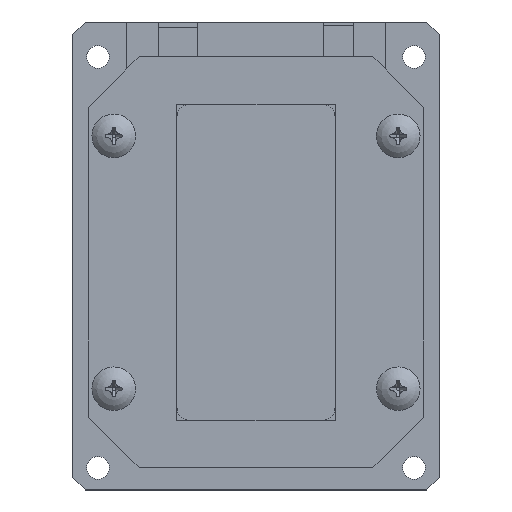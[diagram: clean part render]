
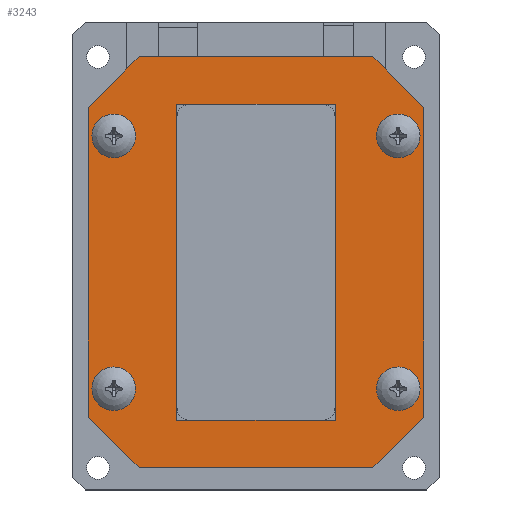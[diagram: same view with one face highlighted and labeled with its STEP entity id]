
A CAD part, top view. The second image highlights one B-rep face of the part: STEP entity #3243.
In plain terms, the highlighted planar face has unit normal (0, 0, 1).
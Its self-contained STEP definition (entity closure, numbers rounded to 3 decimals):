
#189=FACE_BOUND('',#644,.T.);
#190=FACE_BOUND('',#645,.T.);
#191=FACE_BOUND('',#646,.T.);
#192=FACE_BOUND('',#647,.T.);
#193=FACE_BOUND('',#648,.T.);
#286=PLANE('',#3695);
#433=FACE_OUTER_BOUND('',#643,.T.);
#643=EDGE_LOOP('',(#2827,#2828,#2829,#2830,#2831,#2832,#2833,#2834));
#644=EDGE_LOOP('',(#2835,#2836));
#645=EDGE_LOOP('',(#2837,#2838));
#646=EDGE_LOOP('',(#2839,#2840));
#647=EDGE_LOOP('',(#2841,#2842));
#648=EDGE_LOOP('',(#2843,#2844,#2845,#2846));
#915=LINE('',#5317,#1227);
#921=LINE('',#5328,#1233);
#932=LINE('',#5351,#1244);
#935=LINE('',#5356,#1247);
#936=LINE('',#5359,#1248);
#939=LINE('',#5364,#1251);
#940=LINE('',#5367,#1252);
#943=LINE('',#5373,#1255);
#945=LINE('',#5377,#1257);
#947=LINE('',#5381,#1259);
#949=LINE('',#5384,#1261);
#950=LINE('',#5386,#1262);
#1227=VECTOR('',#4386,10.);
#1233=VECTOR('',#4394,10.);
#1244=VECTOR('',#4409,10.);
#1247=VECTOR('',#4414,10.);
#1248=VECTOR('',#4417,10.);
#1251=VECTOR('',#4422,10.);
#1252=VECTOR('',#4425,10.);
#1255=VECTOR('',#4430,10.);
#1257=VECTOR('',#4434,10.);
#1259=VECTOR('',#4438,10.);
#1261=VECTOR('',#4442,10.);
#1262=VECTOR('',#4445,10.);
#1389=CIRCLE('',#3667,1.8);
#1390=CIRCLE('',#3668,1.8);
#1392=CIRCLE('',#3671,1.8);
#1393=CIRCLE('',#3672,1.8);
#1395=CIRCLE('',#3675,1.8);
#1396=CIRCLE('',#3676,1.8);
#1398=CIRCLE('',#3679,1.8);
#1399=CIRCLE('',#3680,1.8);
#1629=VERTEX_POINT('',#5283);
#1630=VERTEX_POINT('',#5284);
#1632=VERTEX_POINT('',#5291);
#1633=VERTEX_POINT('',#5292);
#1635=VERTEX_POINT('',#5299);
#1636=VERTEX_POINT('',#5300);
#1638=VERTEX_POINT('',#5307);
#1639=VERTEX_POINT('',#5308);
#1641=VERTEX_POINT('',#5315);
#1642=VERTEX_POINT('',#5316);
#1646=VERTEX_POINT('',#5326);
#1656=VERTEX_POINT('',#5350);
#1657=VERTEX_POINT('',#5354);
#1658=VERTEX_POINT('',#5358);
#1659=VERTEX_POINT('',#5362);
#1660=VERTEX_POINT('',#5366);
#1661=VERTEX_POINT('',#5370);
#1662=VERTEX_POINT('',#5372);
#1663=VERTEX_POINT('',#5376);
#1664=VERTEX_POINT('',#5380);
#2021=EDGE_CURVE('',#1629,#1630,#1389,.T.);
#2022=EDGE_CURVE('',#1630,#1629,#1390,.T.);
#2025=EDGE_CURVE('',#1632,#1633,#1392,.T.);
#2026=EDGE_CURVE('',#1633,#1632,#1393,.T.);
#2029=EDGE_CURVE('',#1635,#1636,#1395,.T.);
#2030=EDGE_CURVE('',#1636,#1635,#1396,.T.);
#2033=EDGE_CURVE('',#1638,#1639,#1398,.T.);
#2034=EDGE_CURVE('',#1639,#1638,#1399,.T.);
#2037=EDGE_CURVE('',#1641,#1642,#915,.T.);
#2043=EDGE_CURVE('',#1641,#1646,#921,.T.);
#2054=EDGE_CURVE('',#1656,#1646,#932,.T.);
#2057=EDGE_CURVE('',#1656,#1657,#935,.T.);
#2058=EDGE_CURVE('',#1658,#1657,#936,.T.);
#2061=EDGE_CURVE('',#1658,#1659,#939,.T.);
#2062=EDGE_CURVE('',#1660,#1659,#940,.T.);
#2065=EDGE_CURVE('',#1662,#1661,#943,.T.);
#2067=EDGE_CURVE('',#1663,#1662,#945,.T.);
#2069=EDGE_CURVE('',#1664,#1663,#947,.T.);
#2071=EDGE_CURVE('',#1661,#1664,#949,.T.);
#2072=EDGE_CURVE('',#1660,#1642,#950,.T.);
#2827=ORIENTED_EDGE('',*,*,#2037,.F.);
#2828=ORIENTED_EDGE('',*,*,#2043,.T.);
#2829=ORIENTED_EDGE('',*,*,#2054,.F.);
#2830=ORIENTED_EDGE('',*,*,#2057,.T.);
#2831=ORIENTED_EDGE('',*,*,#2058,.F.);
#2832=ORIENTED_EDGE('',*,*,#2061,.T.);
#2833=ORIENTED_EDGE('',*,*,#2062,.F.);
#2834=ORIENTED_EDGE('',*,*,#2072,.T.);
#2835=ORIENTED_EDGE('',*,*,#2021,.T.);
#2836=ORIENTED_EDGE('',*,*,#2022,.T.);
#2837=ORIENTED_EDGE('',*,*,#2025,.T.);
#2838=ORIENTED_EDGE('',*,*,#2026,.T.);
#2839=ORIENTED_EDGE('',*,*,#2029,.T.);
#2840=ORIENTED_EDGE('',*,*,#2030,.T.);
#2841=ORIENTED_EDGE('',*,*,#2033,.T.);
#2842=ORIENTED_EDGE('',*,*,#2034,.T.);
#2843=ORIENTED_EDGE('',*,*,#2069,.T.);
#2844=ORIENTED_EDGE('',*,*,#2067,.T.);
#2845=ORIENTED_EDGE('',*,*,#2065,.T.);
#2846=ORIENTED_EDGE('',*,*,#2071,.T.);
#3243=ADVANCED_FACE('',(#433,#189,#190,#191,#192,#193),#286,.T.);
#3667=AXIS2_PLACEMENT_3D('',#5285,#4350,#4351);
#3668=AXIS2_PLACEMENT_3D('',#5286,#4352,#4353);
#3671=AXIS2_PLACEMENT_3D('',#5293,#4359,#4360);
#3672=AXIS2_PLACEMENT_3D('',#5294,#4361,#4362);
#3675=AXIS2_PLACEMENT_3D('',#5301,#4368,#4369);
#3676=AXIS2_PLACEMENT_3D('',#5302,#4370,#4371);
#3679=AXIS2_PLACEMENT_3D('',#5309,#4377,#4378);
#3680=AXIS2_PLACEMENT_3D('',#5310,#4379,#4380);
#3695=AXIS2_PLACEMENT_3D('',#5387,#4446,#4447);
#4350=DIRECTION('center_axis',(0.,0.,-1.));
#4351=DIRECTION('ref_axis',(1.,0.,0.));
#4352=DIRECTION('center_axis',(0.,0.,-1.));
#4353=DIRECTION('ref_axis',(1.,0.,0.));
#4359=DIRECTION('center_axis',(0.,0.,-1.));
#4360=DIRECTION('ref_axis',(1.,0.,0.));
#4361=DIRECTION('center_axis',(0.,0.,-1.));
#4362=DIRECTION('ref_axis',(1.,0.,0.));
#4368=DIRECTION('center_axis',(0.,0.,-1.));
#4369=DIRECTION('ref_axis',(1.,0.,0.));
#4370=DIRECTION('center_axis',(0.,0.,-1.));
#4371=DIRECTION('ref_axis',(1.,0.,0.));
#4377=DIRECTION('center_axis',(0.,0.,-1.));
#4378=DIRECTION('ref_axis',(1.,0.,0.));
#4379=DIRECTION('center_axis',(0.,0.,-1.));
#4380=DIRECTION('ref_axis',(1.,0.,0.));
#4386=DIRECTION('',(-0.707,0.707,0.));
#4394=DIRECTION('',(1.,0.,0.));
#4409=DIRECTION('',(-0.707,-0.707,0.));
#4414=DIRECTION('',(0.,1.,0.));
#4417=DIRECTION('',(0.707,-0.707,0.));
#4422=DIRECTION('',(-1.,0.,0.));
#4425=DIRECTION('',(0.707,0.707,0.));
#4430=DIRECTION('',(0.,-1.,0.));
#4434=DIRECTION('',(1.,0.,0.));
#4438=DIRECTION('',(0.,1.,0.));
#4442=DIRECTION('',(-1.,0.,0.));
#4445=DIRECTION('',(0.,-1.,0.));
#4446=DIRECTION('center_axis',(0.,0.,1.));
#4447=DIRECTION('ref_axis',(1.,0.,0.));
#5283=CARTESIAN_POINT('',(-20.7,-20.,2.));
#5284=CARTESIAN_POINT('',(-24.3,-20.,2.));
#5285=CARTESIAN_POINT('Origin',(-22.5,-20.,2.));
#5286=CARTESIAN_POINT('Origin',(-22.5,-20.,2.));
#5291=CARTESIAN_POINT('',(-20.7,20.,2.));
#5292=CARTESIAN_POINT('',(-24.3,20.,2.));
#5293=CARTESIAN_POINT('Origin',(-22.5,20.,2.));
#5294=CARTESIAN_POINT('Origin',(-22.5,20.,2.));
#5299=CARTESIAN_POINT('',(24.3,20.,2.));
#5300=CARTESIAN_POINT('',(20.7,20.,2.));
#5301=CARTESIAN_POINT('Origin',(22.5,20.,2.));
#5302=CARTESIAN_POINT('Origin',(22.5,20.,2.));
#5307=CARTESIAN_POINT('',(24.3,-20.,2.));
#5308=CARTESIAN_POINT('',(20.7,-20.,2.));
#5309=CARTESIAN_POINT('Origin',(22.5,-20.,2.));
#5310=CARTESIAN_POINT('Origin',(22.5,-20.,2.));
#5315=CARTESIAN_POINT('',(-18.5,-32.5,2.));
#5316=CARTESIAN_POINT('',(-26.5,-24.5,2.));
#5317=CARTESIAN_POINT('',(-24.,-27.,2.));
#5326=CARTESIAN_POINT('',(18.5,-32.5,2.));
#5328=CARTESIAN_POINT('',(26.5,-32.5,2.));
#5350=CARTESIAN_POINT('',(26.5,-24.5,2.));
#5351=CARTESIAN_POINT('',(24.,-27.,2.));
#5354=CARTESIAN_POINT('',(26.5,24.5,2.));
#5356=CARTESIAN_POINT('',(26.5,32.5,2.));
#5358=CARTESIAN_POINT('',(18.5,32.5,2.));
#5359=CARTESIAN_POINT('',(24.,27.,2.));
#5362=CARTESIAN_POINT('',(-18.5,32.5,2.));
#5364=CARTESIAN_POINT('',(-26.5,32.5,2.));
#5366=CARTESIAN_POINT('',(-26.5,24.5,2.));
#5367=CARTESIAN_POINT('',(-24.,27.,2.));
#5370=CARTESIAN_POINT('',(12.5,-25.,2.));
#5372=CARTESIAN_POINT('',(12.5,25.,2.));
#5373=CARTESIAN_POINT('',(12.5,12.5,2.));
#5376=CARTESIAN_POINT('',(-12.5,25.,2.));
#5377=CARTESIAN_POINT('',(-6.25,25.,2.));
#5380=CARTESIAN_POINT('',(-12.5,-25.,2.));
#5381=CARTESIAN_POINT('',(-12.5,-12.5,2.));
#5384=CARTESIAN_POINT('',(6.25,-25.,2.));
#5386=CARTESIAN_POINT('',(-26.5,-32.5,2.));
#5387=CARTESIAN_POINT('Origin',(0.,0.,2.));
